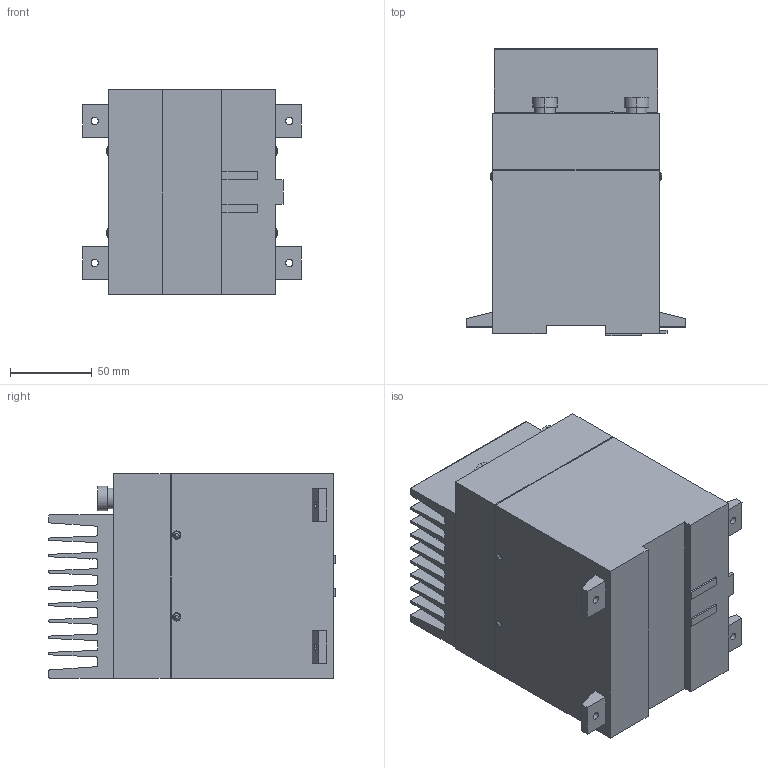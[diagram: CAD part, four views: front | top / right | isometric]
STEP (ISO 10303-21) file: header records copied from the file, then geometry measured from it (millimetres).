
FILE_DESCRIPTION (( 'STEP AP214' ), '1' );
FILE_NAME ('791970.STEP', '2023-10-25T09:16:00', ( '' ), ( '' ), 'SwSTEP 2.0', 'SolidWorks 2022', '' );
FILE_SCHEMA (( 'AUTOMOTIVE_DESIGN' ));
Length unit declared in the file: millimetre
Products named in the file (1): 791970
Bounding box: 134 x 175.6 x 125 mm (x, y, z)
Volume: 1902993.4 mm3; surface area: 155840 mm2
Topology: 1 solids, 1 shells, 446 faces, 1156 edges, 769 vertices
Faces by surface type: plane 323, cylinder 70, bspline 43, sphere 10
Entity records: 16252 total; most frequent: CARTESIAN_POINT 5453, ORIENTED_EDGE 2304, DIRECTION 2022, EDGE_CURVE 1152, LINE 894, VECTOR 894, VERTEX_POINT 767, AXIS2_PLACEMENT_3D 564
